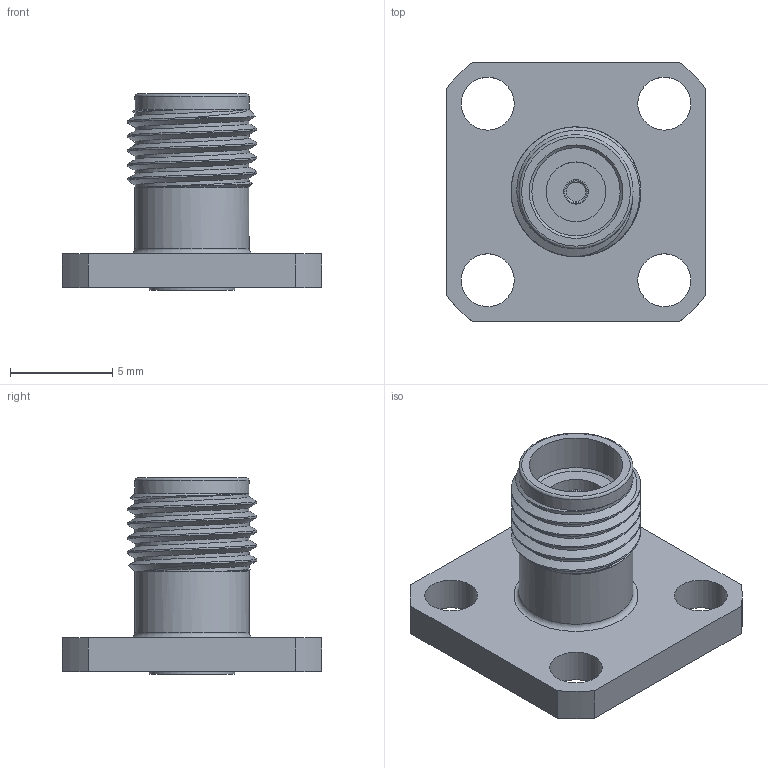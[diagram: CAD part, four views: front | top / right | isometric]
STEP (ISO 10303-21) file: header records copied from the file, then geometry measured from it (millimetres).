
FILE_DESCRIPTION (( 'STEP AP203' ), '1' );
FILE_NAME ('PE44230_3D.step', '2021-03-10T00:18:36', ( '' ), ( '' ), 'SwSTEP 2.0', 'SolidWorks 2020', '' );
FILE_SCHEMA (( 'CONFIG_CONTROL_DESIGN' ));
Length unit declared in the file: inch
Products named in the file (1): PE44230_3D
Bounding box: 12.7 x 12.7 x 9.6 mm (x, y, z)
Volume: 377.6 mm3; surface area: 676.8 mm2
Topology: 1 solids, 1 shells, 60 faces, 147 edges, 96 vertices
Faces by surface type: plane 29, cylinder 19, cone 7, bspline 3, torus 2
Full cylindrical faces by diameter (mm): 0.305 x1, 0.559 x1, 0.94 x1, 1.194 x1, 1.93 x1, 2.591 x4, 2.92 x1, 4.191 x1, 4.572 x1, 5.582 x2
Entity records: 2857 total; most frequent: CARTESIAN_POINT 1456, DIRECTION 274, ORIENTED_EDGE 248, EDGE_CURVE 124, AXIS2_PLACEMENT_3D 113, EDGE_LOOP 92, VERTEX_POINT 90, FACE_OUTER_BOUND 76
